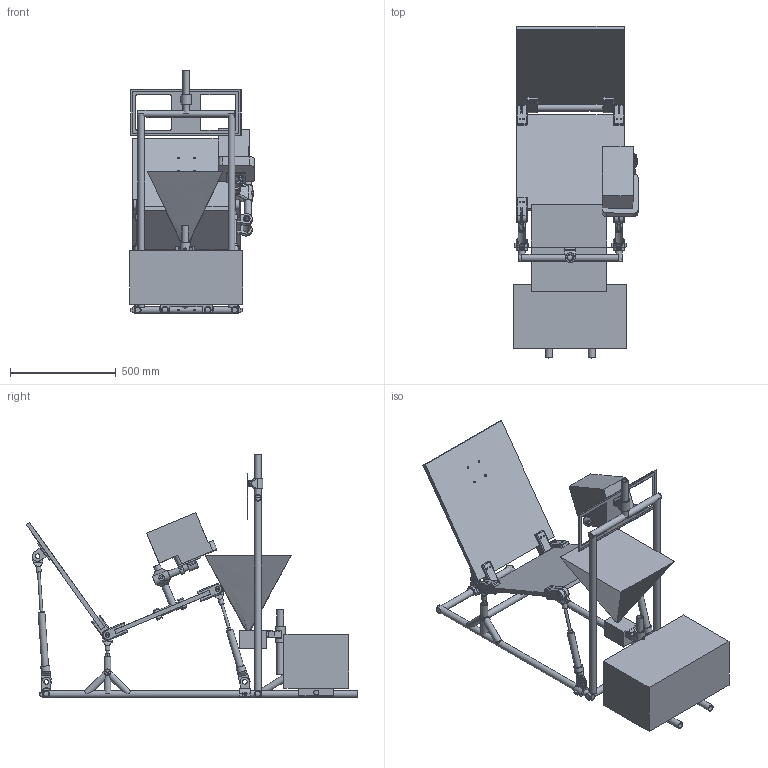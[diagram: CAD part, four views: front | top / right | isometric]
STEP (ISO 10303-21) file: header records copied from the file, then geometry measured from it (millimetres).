
FILE_DESCRIPTION(/* description */ ('STEP AP242','CAx-IF Rec.Pracs.---Representation and Presentation of Product Manufacturing Information (PMI)---4.0---2014-10-13','CAx-IF Rec.Pracs.---3D Tessellated Geometry---0.4---2014-09-14','2;1'),/* implementation_level */ '2;1');
FILE_NAME(/* name */ '658336fe95c19012d047bf76',/* time_stamp */ '2023-12-20T18:48:31Z',/* author */ (''),/* organization */ (''),/* preprocessor_version */ 'ST-DEVELOPER v19.4',/* originating_system */ ' ',/* authorisation */ ' ');
FILE_SCHEMA (('AP242_MANAGED_MODEL_BASED_3D_ENGINEERING_MIM_LF { 1 0 10303 442 1 1 4 }'));
Length unit declared in the file: metre
Products named in the file (70): main; end_cap; frame_left; clevis_bearing; plywood_clamp; riser_tube; throttle_pipe; Part 1; faceplate_mount; frame_cross; clevis_retainer; throttle_blockout; mount; clevis_plate; threaded_rod; clevis_mount_assy <1>; stick_mount; faceplate; clevis_mount_assy <2>; frame_right; angle_mount; frame_assembly <1>; Part 5; Part 8; Part 10; Part 16; Part 17; Part 14; Part 12; Part 3; Part 6; Part 13; Part 9; Part 2; Part 15; Part 7; Part 11; Part 4; stick_blockout; rudder_blockout ...
Assembly tree (110 placements, depth 5):
  main
    end_cap  x3
    frame_left
    clevis_bearing  x3
    plywood_clamp  x2
    riser_tube  x2
    throttle_pipe
    Part 1
    faceplate_mount
    frame_cross
    riser_tube
    clevis_retainer
    throttle_blockout
    mount
    clevis_plate
    threaded_rod
    clevis_mount_assy <1>
      clevis_retainer
    Part 1  x2
    Part 1  x2
    stick_mount
    clevis_bearing
    faceplate
    clevis_mount_assy <2>
      clevis_retainer
    Part 1
    Part 1  x2
    frame_right
    angle_mount
    frame_assembly <1>
      Part 5
      Part 8
      Part 10
      Part 16
      Part 17
      Part 14
      Part 12
      Part 3
      Part 6
      Part 13
      Part 9
      Part 2
      Part 15
      Part 7
      Part 1
      Part 11
      Part 4
    stick_blockout
    rudder_blockout
    rudder_platform
    seat assy <1>
      seat_base
      threaded_rod  x4
      Hex nut 1/2-13  x4
      block and shaft <4>
        shaft
        clevis_bearing
        block_with_bearings <1>
          bearing  x2
          block
Bounding box: 586.84 x 1565.2 x 1145.68 mm (x, y, z)
Volume: 84161355.4 mm3; surface area: 5389213.6 mm2
Topology: 96 solids, 96 shells, 1262 faces, 2935 edges, 1873 vertices
Faces by surface type: plane 580, cylinder 480, bspline 84, cone 68, torus 26, sphere 24
Full cylindrical faces by diameter (mm): 4.2 x8, 5 x4, 5.5 x11, 6.93 x36, 8 x20, 8.6 x10, 9 x38, 10.592 x4, 12.7 x5, 13 x5, 13.492 x2, 14.275 x3, 22 x30, 22.3 x14, 22.935 x2, 23 x5, 25.1 x3, 25.4 x35, 25.935 x2, 31.25 x2, 31.75 x26, 32.05 x9, 42.05 x3, 48.05 x1
Entity records: 26068 total; most frequent: CARTESIAN_POINT 6930, DIRECTION 3662, ORIENTED_EDGE 3178, EDGE_CURVE 1589, AXIS2_PLACEMENT_3D 1445, FACE_BOUND 1203, EDGE_LOOP 1199, VERTEX_POINT 1142
